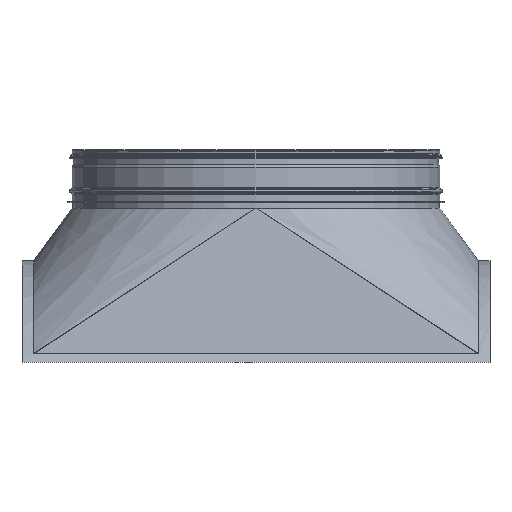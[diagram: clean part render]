
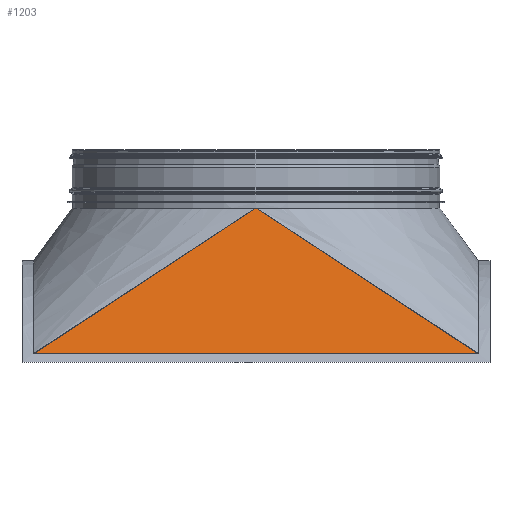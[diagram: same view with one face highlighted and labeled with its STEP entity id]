
A CAD part, front view. The second image highlights one B-rep face of the part: STEP entity #1203.
In plain terms, the highlighted planar face has unit normal (0, -0.98, 0.2).
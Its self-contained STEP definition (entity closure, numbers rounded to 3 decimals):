
#386=CARTESIAN_POINT('',(0.0,-314.35,590.0));
#387=VERTEX_POINT('',#386);
#1003=CARTESIAN_POINT('',(-380.0,-365.,341.431));
#1004=VERTEX_POINT('',#1003);
#1040=CARTESIAN_POINT('',(380.0,-365.,341.431));
#1041=VERTEX_POINT('',#1040);
#1049=CARTESIAN_POINT('',(-380.0,-365.,341.431));
#1050=DIRECTION('',(1.0,0.0,0.0));
#1051=VECTOR('',#1050,760.0);
#1052=LINE('',#1049,#1051);
#1053=EDGE_CURVE('',#1004,#1041,#1052,.T.);
#1183=CARTESIAN_POINT('',(0.0,-351.174,409.283));
#1184=DIRECTION('',(0.,0.98,-0.2));
#1185=DIRECTION('',(0.,0.2,0.98));
#1186=AXIS2_PLACEMENT_3D('',#1183,#1184,#1185);
#1187=PLANE('',#1186);
#1188=ORIENTED_EDGE('',*,*,#1053,.T.);
#1189=CARTESIAN_POINT('',(0.0,-314.35,590.0));
#1190=DIRECTION('',(0.832,-0.111,-0.544));
#1191=VECTOR('',#1190,456.894);
#1192=LINE('',#1189,#1191);
#1193=EDGE_CURVE('',#387,#1041,#1192,.T.);
#1194=ORIENTED_EDGE('',*,*,#1193,.F.);
#1195=CARTESIAN_POINT('',(0.0,-314.35,590.0));
#1196=DIRECTION('',(-0.832,-0.111,-0.544));
#1197=VECTOR('',#1196,456.894);
#1198=LINE('',#1195,#1197);
#1199=EDGE_CURVE('',#387,#1004,#1198,.T.);
#1200=ORIENTED_EDGE('',*,*,#1199,.T.);
#1201=EDGE_LOOP('',(#1188,#1194,#1200));
#1202=FACE_OUTER_BOUND('',#1201,.T.);
#1203=ADVANCED_FACE('',(#1202),#1187,.F.);
